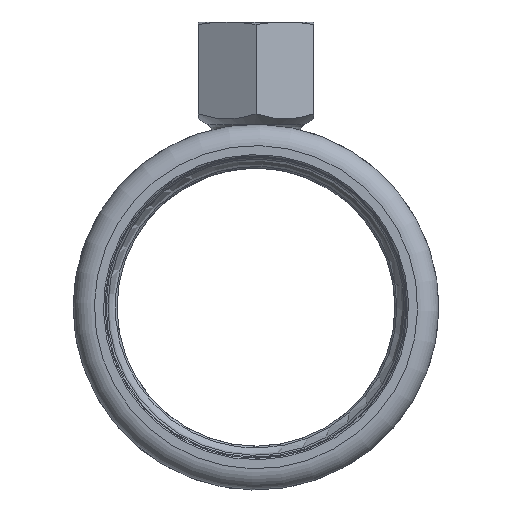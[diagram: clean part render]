
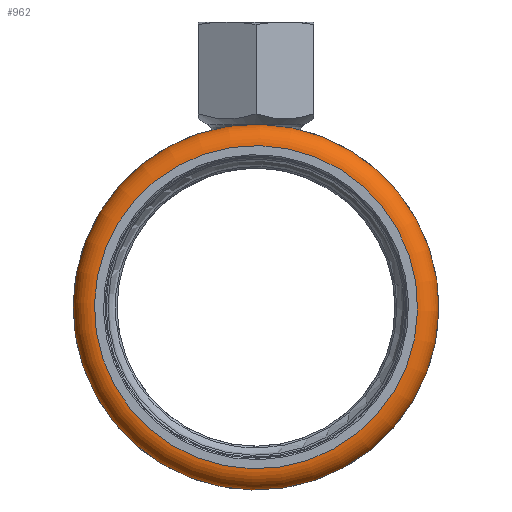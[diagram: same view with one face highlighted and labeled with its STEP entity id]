
A CAD part, left-side view. The second image highlights one B-rep face of the part: STEP entity #962.
In plain terms, the highlighted toroidal (fillet/blend) face has major radius 41.85 mm and minor radius 5.5 mm.
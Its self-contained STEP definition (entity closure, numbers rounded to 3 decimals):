
#63=TOROIDAL_SURFACE('',#1076,41.85,5.5);
#179=CIRCLE('',#1075,46.063);
#180=CIRCLE('',#1077,41.85);
#181=CIRCLE('',#1078,5.5);
#256=FACE_OUTER_BOUND('',#320,.T.);
#320=EDGE_LOOP('',(#709,#710,#711,#712));
#413=VERTEX_POINT('',#2773);
#414=VERTEX_POINT('',#2777);
#518=EDGE_CURVE('',#413,#413,#179,.T.);
#520=EDGE_CURVE('',#414,#414,#180,.T.);
#521=EDGE_CURVE('',#414,#413,#181,.T.);
#709=ORIENTED_EDGE('',*,*,#520,.F.);
#710=ORIENTED_EDGE('',*,*,#521,.T.);
#711=ORIENTED_EDGE('',*,*,#518,.T.);
#712=ORIENTED_EDGE('',*,*,#521,.F.);
#962=ADVANCED_FACE('',(#256),#63,.T.);
#1075=AXIS2_PLACEMENT_3D('',#2774,#1270,#1271);
#1076=AXIS2_PLACEMENT_3D('',#2776,#1273,#1274);
#1077=AXIS2_PLACEMENT_3D('',#2778,#1275,#1276);
#1078=AXIS2_PLACEMENT_3D('',#2779,#1277,#1278);
#1270=DIRECTION('center_axis',(-1.,0.,0.));
#1271=DIRECTION('ref_axis',(0.,1.,0.));
#1273=DIRECTION('center_axis',(-1.,0.,0.));
#1274=DIRECTION('ref_axis',(0.,0.878,-0.479));
#1275=DIRECTION('center_axis',(-1.,0.,0.));
#1276=DIRECTION('ref_axis',(0.,1.,0.));
#1277=DIRECTION('center_axis',(0.,0.479,0.878));
#1278=DIRECTION('ref_axis',(0.,-0.878,0.479));
#2773=CARTESIAN_POINT('',(-105.965,-40.424,22.084));
#2774=CARTESIAN_POINT('Origin',(-105.965,0.,0.));
#2776=CARTESIAN_POINT('Origin',(-109.5,0.,0.));
#2777=CARTESIAN_POINT('',(-115.,-36.727,20.064));
#2778=CARTESIAN_POINT('Origin',(-115.,0.,0.));
#2779=CARTESIAN_POINT('Origin',(-109.5,-36.727,20.064));
